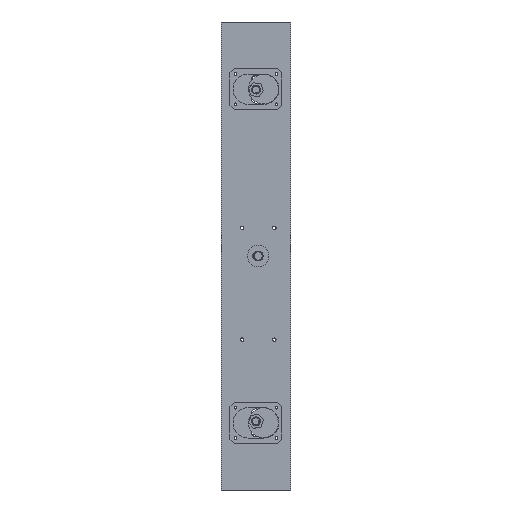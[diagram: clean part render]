
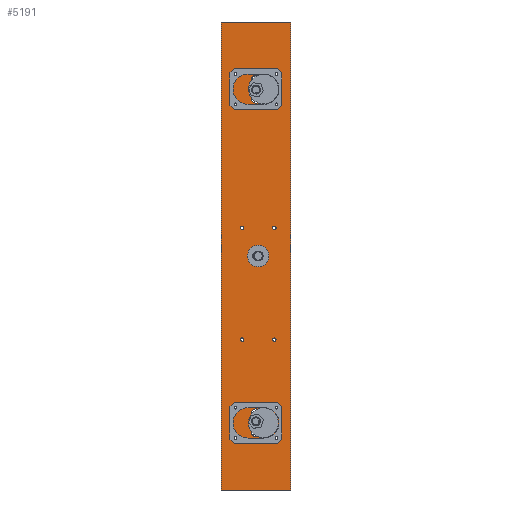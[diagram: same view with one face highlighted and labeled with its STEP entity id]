
A CAD part, left-side view. The second image highlights one B-rep face of the part: STEP entity #5191.
In plain terms, the highlighted planar face has unit normal (-1, 0, 0).
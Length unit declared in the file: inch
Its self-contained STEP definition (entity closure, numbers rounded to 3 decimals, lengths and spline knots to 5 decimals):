
#145=CARTESIAN_POINT('',(0.,0.20155,4.8305));
#146=VERTEX_POINT('',#145);
#147=CARTESIAN_POINT('',(0.,0.20155,4.7495));
#148=DIRECTION('',(1.0,0.0,0.0));
#149=DIRECTION('',(0.0,0.0,-1.0));
#150=AXIS2_PLACEMENT_3D('',#147,#148,#149);
#151=CIRCLE('',#150,0.081);
#152=EDGE_CURVE('',#146,#146,#151,.T.);
#243=CARTESIAN_POINT('',(0.,0.20155,3.0815));
#244=VERTEX_POINT('',#243);
#245=CARTESIAN_POINT('',(0.,0.20155,3.0005));
#246=DIRECTION('',(1.0,0.0,0.0));
#247=DIRECTION('',(0.0,0.0,-1.0));
#248=AXIS2_PLACEMENT_3D('',#245,#246,#247);
#249=CIRCLE('',#248,0.081);
#250=EDGE_CURVE('',#244,#244,#249,.T.);
#341=CARTESIAN_POINT('',(0.,-2.17245,3.0815));
#342=VERTEX_POINT('',#341);
#343=CARTESIAN_POINT('',(0.,-2.17245,3.0005));
#344=DIRECTION('',(1.0,0.0,0.0));
#345=DIRECTION('',(0.0,0.0,-1.0));
#346=AXIS2_PLACEMENT_3D('',#343,#344,#345);
#347=CIRCLE('',#346,0.081);
#348=EDGE_CURVE('',#342,#342,#347,.T.);
#439=CARTESIAN_POINT('',(0.,-2.17245,4.8305));
#440=VERTEX_POINT('',#439);
#441=CARTESIAN_POINT('',(0.,-2.17245,4.7495));
#442=DIRECTION('',(1.0,0.0,0.0));
#443=DIRECTION('',(0.0,0.0,-1.0));
#444=AXIS2_PLACEMENT_3D('',#441,#442,#443);
#445=CIRCLE('',#444,0.081);
#446=EDGE_CURVE('',#440,#440,#445,.T.);
#537=CARTESIAN_POINT('',(0.,-2.17245,22.3315));
#538=VERTEX_POINT('',#537);
#539=CARTESIAN_POINT('',(0.,-2.17245,22.2505));
#540=DIRECTION('',(1.0,0.0,0.0));
#541=DIRECTION('',(0.0,0.0,-1.0));
#542=AXIS2_PLACEMENT_3D('',#539,#540,#541);
#543=CIRCLE('',#542,0.081);
#544=EDGE_CURVE('',#538,#538,#543,.T.);
#635=CARTESIAN_POINT('',(0.,-2.17245,24.0805));
#636=VERTEX_POINT('',#635);
#637=CARTESIAN_POINT('',(0.,-2.17245,23.9995));
#638=DIRECTION('',(1.0,0.0,0.0));
#639=DIRECTION('',(0.0,0.0,-1.0));
#640=AXIS2_PLACEMENT_3D('',#637,#638,#639);
#641=CIRCLE('',#640,0.081);
#642=EDGE_CURVE('',#636,#636,#641,.T.);
#733=CARTESIAN_POINT('',(0.,0.20155,22.3315));
#734=VERTEX_POINT('',#733);
#735=CARTESIAN_POINT('',(0.,0.20155,22.2505));
#736=DIRECTION('',(1.0,0.0,0.0));
#737=DIRECTION('',(0.0,0.0,-1.0));
#738=AXIS2_PLACEMENT_3D('',#735,#736,#737);
#739=CIRCLE('',#738,0.081);
#740=EDGE_CURVE('',#734,#734,#739,.T.);
#831=CARTESIAN_POINT('',(0.,0.20155,24.0805));
#832=VERTEX_POINT('',#831);
#833=CARTESIAN_POINT('',(0.,0.20155,23.9995));
#834=DIRECTION('',(1.0,0.0,0.0));
#835=DIRECTION('',(0.0,0.0,-1.0));
#836=AXIS2_PLACEMENT_3D('',#833,#834,#835);
#837=CIRCLE('',#836,0.081);
#838=EDGE_CURVE('',#832,#832,#837,.T.);
#2928=CARTESIAN_POINT('',(0.,-0.18665,15.025));
#2929=VERTEX_POINT('',#2928);
#2930=CARTESIAN_POINT('',(0.,-0.18665,15.125));
#2931=DIRECTION('',(1.0,0.0,0.0));
#2932=DIRECTION('',(0.0,0.0,1.0));
#2933=AXIS2_PLACEMENT_3D('',#2930,#2931,#2932);
#2934=CIRCLE('',#2933,0.1);
#2935=EDGE_CURVE('',#2929,#2929,#2934,.T.);
#2984=CARTESIAN_POINT('',(0.,-2.04151,15.025));
#2985=VERTEX_POINT('',#2984);
#2986=CARTESIAN_POINT('',(0.,-2.04151,15.125));
#2987=DIRECTION('',(1.0,0.0,0.0));
#2988=DIRECTION('',(0.0,0.0,1.0));
#2989=AXIS2_PLACEMENT_3D('',#2986,#2987,#2988);
#2990=CIRCLE('',#2989,0.1);
#2991=EDGE_CURVE('',#2985,#2985,#2990,.T.);
#3040=CARTESIAN_POINT('',(0.,-0.18665,8.575));
#3041=VERTEX_POINT('',#3040);
#3042=CARTESIAN_POINT('',(0.,-0.18665,8.675));
#3043=DIRECTION('',(1.0,0.0,0.0));
#3044=DIRECTION('',(0.0,0.0,1.0));
#3045=AXIS2_PLACEMENT_3D('',#3042,#3043,#3044);
#3046=CIRCLE('',#3045,0.1);
#3047=EDGE_CURVE('',#3041,#3041,#3046,.T.);
#3096=CARTESIAN_POINT('',(0.,-2.04151,8.575));
#3097=VERTEX_POINT('',#3096);
#3098=CARTESIAN_POINT('',(0.,-2.04151,8.675));
#3099=DIRECTION('',(1.0,0.0,0.0));
#3100=DIRECTION('',(0.0,0.0,1.0));
#3101=AXIS2_PLACEMENT_3D('',#3098,#3099,#3100);
#3102=CIRCLE('',#3101,0.1);
#3103=EDGE_CURVE('',#3097,#3097,#3102,.T.);
#4395=CARTESIAN_POINT('',(0.,-0.73545,23.6875));
#4396=VERTEX_POINT('',#4395);
#4405=CARTESIAN_POINT('',(0.,-0.73545,22.5625));
#4406=VERTEX_POINT('',#4405);
#4407=CARTESIAN_POINT('',(0.,-0.73545,22.5625));
#4408=DIRECTION('',(0.0,0.0,1.0));
#4409=VECTOR('',#4408,1.125);
#4410=LINE('',#4407,#4409);
#4411=EDGE_CURVE('',#4406,#4396,#4410,.T.);
#4444=CARTESIAN_POINT('',(0.,-1.23545,23.6875));
#4445=VERTEX_POINT('',#4444);
#4452=CARTESIAN_POINT('',(0.,-0.98545,23.6875));
#4453=DIRECTION('',(-1.,0.0,0.0));
#4454=DIRECTION('',(0.0,-0.707,0.707));
#4455=AXIS2_PLACEMENT_3D('',#4452,#4453,#4454);
#4456=CIRCLE('',#4455,0.25);
#4457=EDGE_CURVE('',#4445,#4396,#4456,.T.);
#4477=CARTESIAN_POINT('',(0.,-1.23545,22.5625));
#4478=VERTEX_POINT('',#4477);
#4485=CARTESIAN_POINT('',(0.,-1.23545,23.6875));
#4486=DIRECTION('',(0.0,0.0,-1.0));
#4487=VECTOR('',#4486,1.125);
#4488=LINE('',#4485,#4487);
#4489=EDGE_CURVE('',#4445,#4478,#4488,.T.);
#4507=CARTESIAN_POINT('',(0.,-0.98545,22.5625));
#4508=DIRECTION('',(-1.,0.0,0.0));
#4509=DIRECTION('',(0.0,0.707,-0.707));
#4510=AXIS2_PLACEMENT_3D('',#4507,#4508,#4509);
#4511=CIRCLE('',#4510,0.25);
#4512=EDGE_CURVE('',#4406,#4478,#4511,.T.);
#4627=CARTESIAN_POINT('',(0.,-1.23545,3.3125));
#4628=VERTEX_POINT('',#4627);
#4637=CARTESIAN_POINT('',(0.,-1.23545,4.4375));
#4638=VERTEX_POINT('',#4637);
#4639=CARTESIAN_POINT('',(0.,-1.23545,4.4375));
#4640=DIRECTION('',(0.0,0.0,-1.0));
#4641=VECTOR('',#4640,1.125);
#4642=LINE('',#4639,#4641);
#4643=EDGE_CURVE('',#4638,#4628,#4642,.T.);
#4676=CARTESIAN_POINT('',(0.,-0.73545,3.3125));
#4677=VERTEX_POINT('',#4676);
#4684=CARTESIAN_POINT('',(0.,-0.98545,3.3125));
#4685=DIRECTION('',(-1.0,0.0,0.0));
#4686=DIRECTION('',(0.0,0.707,-0.707));
#4687=AXIS2_PLACEMENT_3D('',#4684,#4685,#4686);
#4688=CIRCLE('',#4687,0.25);
#4689=EDGE_CURVE('',#4677,#4628,#4688,.T.);
#4709=CARTESIAN_POINT('',(0.,-0.73545,4.4375));
#4710=VERTEX_POINT('',#4709);
#4717=CARTESIAN_POINT('',(0.,-0.73545,3.3125));
#4718=DIRECTION('',(0.0,0.0,1.0));
#4719=VECTOR('',#4718,1.125);
#4720=LINE('',#4717,#4719);
#4721=EDGE_CURVE('',#4677,#4710,#4720,.T.);
#4763=CARTESIAN_POINT('',(0.,-0.98545,4.4375));
#4764=DIRECTION('',(-1.0,0.0,0.0));
#4765=DIRECTION('',(0.0,-0.707,0.707));
#4766=AXIS2_PLACEMENT_3D('',#4763,#4764,#4765);
#4767=CIRCLE('',#4766,0.25);
#4768=EDGE_CURVE('',#4638,#4710,#4767,.T.);
#4834=CARTESIAN_POINT('',(0.,-1.11045,12.9375));
#4835=VERTEX_POINT('',#4834);
#4836=CARTESIAN_POINT('',(0.,-1.11045,13.5));
#4837=DIRECTION('',(1.0,0.0,0.0));
#4838=DIRECTION('',(0.0,0.0,1.0));
#4839=AXIS2_PLACEMENT_3D('',#4836,#4837,#4838);
#4840=CIRCLE('',#4839,0.5625);
#4841=EDGE_CURVE('',#4835,#4835,#4840,.T.);
#5101=CARTESIAN_POINT('',(0.,-2.98545,0.0));
#5102=DIRECTION('',(-1.0,0.0,0.0));
#5103=DIRECTION('',(0.0,0.0,1.0));
#5104=AXIS2_PLACEMENT_3D('',#5101,#5102,#5103);
#5105=PLANE('',#5104);
#5106=CARTESIAN_POINT('',(0.,-2.98545,27.0));
#5107=VERTEX_POINT('',#5106);
#5108=CARTESIAN_POINT('',(0.0,1.01455,27.0));
#5109=VERTEX_POINT('',#5108);
#5110=CARTESIAN_POINT('',(0.,-2.98545,27.0));
#5111=DIRECTION('',(0.0,1.0,0.0));
#5112=VECTOR('',#5111,4.0);
#5113=LINE('',#5110,#5112);
#5114=EDGE_CURVE('',#5107,#5109,#5113,.T.);
#5115=ORIENTED_EDGE('',*,*,#5114,.T.);
#5116=CARTESIAN_POINT('',(0.0,1.01455,0.0));
#5117=VERTEX_POINT('',#5116);
#5118=CARTESIAN_POINT('',(0.0,1.01455,0.0));
#5119=DIRECTION('',(0.0,0.0,1.0));
#5120=VECTOR('',#5119,27.0);
#5121=LINE('',#5118,#5120);
#5122=EDGE_CURVE('',#5117,#5109,#5121,.T.);
#5123=ORIENTED_EDGE('',*,*,#5122,.F.);
#5124=CARTESIAN_POINT('',(0.,-2.98545,0.0));
#5125=VERTEX_POINT('',#5124);
#5126=CARTESIAN_POINT('',(0.0,1.01455,0.0));
#5127=DIRECTION('',(0.0,-1.0,0.0));
#5128=VECTOR('',#5127,4.0);
#5129=LINE('',#5126,#5128);
#5130=EDGE_CURVE('',#5117,#5125,#5129,.T.);
#5131=ORIENTED_EDGE('',*,*,#5130,.T.);
#5132=CARTESIAN_POINT('',(0.,-2.98545,0.0));
#5133=DIRECTION('',(0.0,0.0,1.0));
#5134=VECTOR('',#5133,27.0);
#5135=LINE('',#5132,#5134);
#5136=EDGE_CURVE('',#5125,#5107,#5135,.T.);
#5137=ORIENTED_EDGE('',*,*,#5136,.T.);
#5138=EDGE_LOOP('',(#5115,#5123,#5131,#5137));
#5139=FACE_OUTER_BOUND('',#5138,.T.);
#5140=ORIENTED_EDGE('',*,*,#152,.T.);
#5141=EDGE_LOOP('',(#5140));
#5142=FACE_BOUND('',#5141,.T.);
#5143=ORIENTED_EDGE('',*,*,#250,.T.);
#5144=EDGE_LOOP('',(#5143));
#5145=FACE_BOUND('',#5144,.T.);
#5146=ORIENTED_EDGE('',*,*,#348,.T.);
#5147=EDGE_LOOP('',(#5146));
#5148=FACE_BOUND('',#5147,.T.);
#5149=ORIENTED_EDGE('',*,*,#446,.T.);
#5150=EDGE_LOOP('',(#5149));
#5151=FACE_BOUND('',#5150,.T.);
#5152=ORIENTED_EDGE('',*,*,#544,.T.);
#5153=EDGE_LOOP('',(#5152));
#5154=FACE_BOUND('',#5153,.T.);
#5155=ORIENTED_EDGE('',*,*,#642,.T.);
#5156=EDGE_LOOP('',(#5155));
#5157=FACE_BOUND('',#5156,.T.);
#5158=ORIENTED_EDGE('',*,*,#740,.T.);
#5159=EDGE_LOOP('',(#5158));
#5160=FACE_BOUND('',#5159,.T.);
#5161=ORIENTED_EDGE('',*,*,#838,.T.);
#5162=EDGE_LOOP('',(#5161));
#5163=FACE_BOUND('',#5162,.T.);
#5164=ORIENTED_EDGE('',*,*,#2935,.T.);
#5165=EDGE_LOOP('',(#5164));
#5166=FACE_BOUND('',#5165,.T.);
#5167=ORIENTED_EDGE('',*,*,#2991,.T.);
#5168=EDGE_LOOP('',(#5167));
#5169=FACE_BOUND('',#5168,.T.);
#5170=ORIENTED_EDGE('',*,*,#3047,.T.);
#5171=EDGE_LOOP('',(#5170));
#5172=FACE_BOUND('',#5171,.T.);
#5173=ORIENTED_EDGE('',*,*,#3103,.T.);
#5174=EDGE_LOOP('',(#5173));
#5175=FACE_BOUND('',#5174,.T.);
#5176=ORIENTED_EDGE('',*,*,#4689,.F.);
#5177=ORIENTED_EDGE('',*,*,#4721,.T.);
#5178=ORIENTED_EDGE('',*,*,#4768,.F.);
#5179=ORIENTED_EDGE('',*,*,#4643,.T.);
#5180=EDGE_LOOP('',(#5176,#5177,#5178,#5179));
#5181=FACE_BOUND('',#5180,.T.);
#5182=ORIENTED_EDGE('',*,*,#4457,.F.);
#5183=ORIENTED_EDGE('',*,*,#4489,.T.);
#5184=ORIENTED_EDGE('',*,*,#4512,.F.);
#5185=ORIENTED_EDGE('',*,*,#4411,.T.);
#5186=EDGE_LOOP('',(#5182,#5183,#5184,#5185));
#5187=FACE_BOUND('',#5186,.T.);
#5188=ORIENTED_EDGE('',*,*,#4841,.T.);
#5189=EDGE_LOOP('',(#5188));
#5190=FACE_BOUND('',#5189,.T.);
#5191=ADVANCED_FACE('',(#5139,#5142,#5145,#5148,#5151,#5154,#5157,#5160,#5163,#5166,#5169,#5172,#5175,#5181,#5187,#5190),#5105,.T.);
